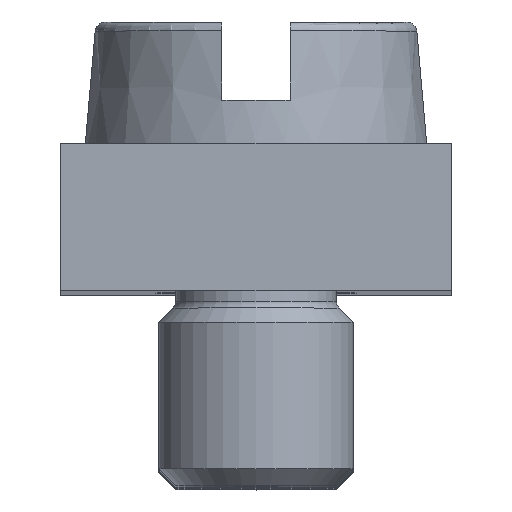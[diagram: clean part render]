
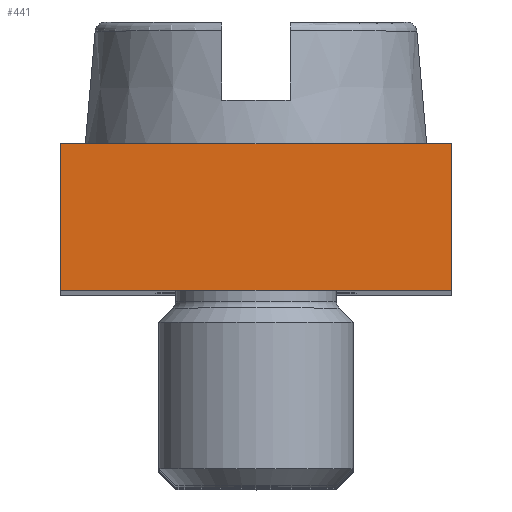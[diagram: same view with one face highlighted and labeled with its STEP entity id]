
A CAD part, top view. The second image highlights one B-rep face of the part: STEP entity #441.
In plain terms, the highlighted face is planar.
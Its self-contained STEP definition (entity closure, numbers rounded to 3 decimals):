
#76=DIRECTION('',(1.,0.,0.));
#77=VECTOR('',#76,8.);
#78=CARTESIAN_POINT('',(-4.,0.,-52.5));
#79=LINE('',#78,#77);
#132=DIRECTION('',(1.,0.,0.));
#133=VECTOR('',#132,8.);
#134=CARTESIAN_POINT('',(-4.,3.,-52.5));
#135=LINE('',#134,#133);
#164=DIRECTION('',(0.,1.,0.));
#165=VECTOR('',#164,3.);
#166=CARTESIAN_POINT('',(-4.,0.,-52.5));
#167=LINE('',#166,#165);
#180=DIRECTION('',(0.,1.,0.));
#181=VECTOR('',#180,3.);
#182=CARTESIAN_POINT('',(4.,0.,-52.5));
#183=LINE('',#182,#181);
#196=CARTESIAN_POINT('',(-4.,0.,-52.5));
#197=CARTESIAN_POINT('',(4.,0.,-52.5));
#198=VERTEX_POINT('',#196);
#199=VERTEX_POINT('',#197);
#200=CARTESIAN_POINT('',(-4.,3.,-52.5));
#201=CARTESIAN_POINT('',(4.,3.,-52.5));
#202=VERTEX_POINT('',#200);
#203=VERTEX_POINT('',#201);
#428=CARTESIAN_POINT('',(-4.,0.,-52.5));
#429=DIRECTION('',(0.,0.,1.));
#430=DIRECTION('',(1.,0.,0.));
#431=AXIS2_PLACEMENT_3D('',#428,#429,#430);
#432=PLANE('',#431);
#433=ORIENTED_EDGE('',*,*,#317,.F.);
#435=ORIENTED_EDGE('',*,*,#434,.F.);
#436=ORIENTED_EDGE('',*,*,#249,.T.);
#438=ORIENTED_EDGE('',*,*,#437,.T.);
#439=EDGE_LOOP('',(#433,#435,#436,#438));
#440=FACE_OUTER_BOUND('',#439,.F.);
#249=EDGE_CURVE('',#198,#199,#79,.T.);
#317=EDGE_CURVE('',#202,#203,#135,.T.);
#434=EDGE_CURVE('',#198,#202,#167,.T.);
#437=EDGE_CURVE('',#199,#203,#183,.T.);
#441=ADVANCED_FACE('',(#440),#432,.F.);
